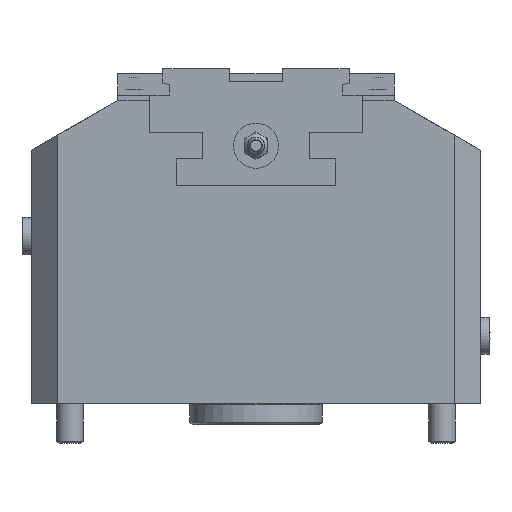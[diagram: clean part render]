
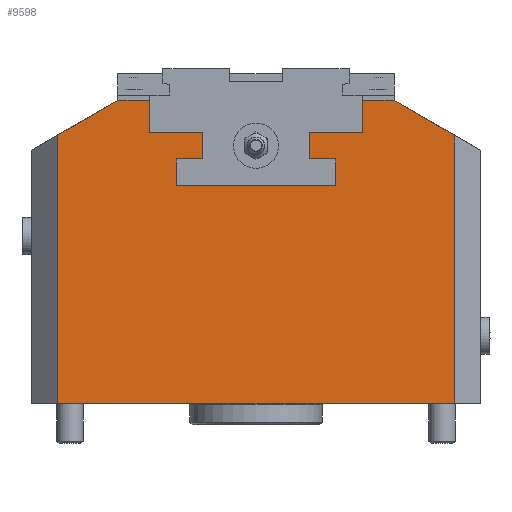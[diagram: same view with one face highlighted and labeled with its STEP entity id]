
A CAD part, front view. The second image highlights one B-rep face of the part: STEP entity #9598.
In plain terms, the highlighted planar face has unit normal (0, -1, 0).
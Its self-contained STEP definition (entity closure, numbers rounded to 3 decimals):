
#927=FACE_OUTER_BOUND('',#1503,.T.);
#1503=EDGE_LOOP('',(#6008,#6009,#6010,#6011,#6012,#6013,#6014,#6015,#6016,
#6017,#6018,#6019,#6020,#6021,#6022,#6023,#6024,#6025));
#2191=LINE('',#14063,#2979);
#2199=LINE('',#14088,#2987);
#2200=LINE('',#14090,#2988);
#2201=LINE('',#14092,#2989);
#2202=LINE('',#14094,#2990);
#2203=LINE('',#14096,#2991);
#2204=LINE('',#14097,#2992);
#2205=LINE('',#14099,#2993);
#2206=LINE('',#14101,#2994);
#2207=LINE('',#14103,#2995);
#2208=LINE('',#14105,#2996);
#2209=LINE('',#14107,#2997);
#2210=LINE('',#14109,#2998);
#2211=LINE('',#14111,#2999);
#2212=LINE('',#14113,#3000);
#2213=LINE('',#14115,#3001);
#2214=LINE('',#14117,#3002);
#2215=LINE('',#14118,#3003);
#2979=VECTOR('',#11312,10.);
#2987=VECTOR('',#11330,10.);
#2988=VECTOR('',#11331,10.);
#2989=VECTOR('',#11332,10.);
#2990=VECTOR('',#11333,10.);
#2991=VECTOR('',#11334,10.);
#2992=VECTOR('',#11335,10.);
#2993=VECTOR('',#11336,10.);
#2994=VECTOR('',#11337,10.);
#2995=VECTOR('',#11338,10.);
#2996=VECTOR('',#11339,10.);
#2997=VECTOR('',#11340,10.);
#2998=VECTOR('',#11341,10.);
#2999=VECTOR('',#11342,10.);
#3000=VECTOR('',#11343,10.);
#3001=VECTOR('',#11344,10.);
#3002=VECTOR('',#11345,10.);
#3003=VECTOR('',#11346,10.);
#3767=VERTEX_POINT('',#14061);
#3768=VERTEX_POINT('',#14062);
#3779=VERTEX_POINT('',#14086);
#3780=VERTEX_POINT('',#14087);
#3781=VERTEX_POINT('',#14089);
#3782=VERTEX_POINT('',#14091);
#3783=VERTEX_POINT('',#14093);
#3784=VERTEX_POINT('',#14095);
#3785=VERTEX_POINT('',#14098);
#3786=VERTEX_POINT('',#14100);
#3787=VERTEX_POINT('',#14102);
#3788=VERTEX_POINT('',#14104);
#3789=VERTEX_POINT('',#14106);
#3790=VERTEX_POINT('',#14108);
#3791=VERTEX_POINT('',#14110);
#3792=VERTEX_POINT('',#14112);
#3793=VERTEX_POINT('',#14114);
#3794=VERTEX_POINT('',#14116);
#4651=EDGE_CURVE('',#3767,#3768,#2191,.T.);
#4663=EDGE_CURVE('',#3779,#3780,#2199,.T.);
#4664=EDGE_CURVE('',#3780,#3781,#2200,.T.);
#4665=EDGE_CURVE('',#3781,#3782,#2201,.T.);
#4666=EDGE_CURVE('',#3782,#3783,#2202,.T.);
#4667=EDGE_CURVE('',#3783,#3784,#2203,.T.);
#4668=EDGE_CURVE('',#3767,#3784,#2204,.T.);
#4669=EDGE_CURVE('',#3785,#3768,#2205,.T.);
#4670=EDGE_CURVE('',#3785,#3786,#2206,.T.);
#4671=EDGE_CURVE('',#3787,#3786,#2207,.T.);
#4672=EDGE_CURVE('',#3787,#3788,#2208,.T.);
#4673=EDGE_CURVE('',#3789,#3788,#2209,.T.);
#4674=EDGE_CURVE('',#3789,#3790,#2210,.T.);
#4675=EDGE_CURVE('',#3790,#3791,#2211,.T.);
#4676=EDGE_CURVE('',#3791,#3792,#2212,.T.);
#4677=EDGE_CURVE('',#3792,#3793,#2213,.T.);
#4678=EDGE_CURVE('',#3793,#3794,#2214,.T.);
#4679=EDGE_CURVE('',#3794,#3779,#2215,.T.);
#6008=ORIENTED_EDGE('',*,*,#4663,.T.);
#6009=ORIENTED_EDGE('',*,*,#4664,.T.);
#6010=ORIENTED_EDGE('',*,*,#4665,.T.);
#6011=ORIENTED_EDGE('',*,*,#4666,.T.);
#6012=ORIENTED_EDGE('',*,*,#4667,.T.);
#6013=ORIENTED_EDGE('',*,*,#4668,.F.);
#6014=ORIENTED_EDGE('',*,*,#4651,.T.);
#6015=ORIENTED_EDGE('',*,*,#4669,.F.);
#6016=ORIENTED_EDGE('',*,*,#4670,.T.);
#6017=ORIENTED_EDGE('',*,*,#4671,.F.);
#6018=ORIENTED_EDGE('',*,*,#4672,.T.);
#6019=ORIENTED_EDGE('',*,*,#4673,.F.);
#6020=ORIENTED_EDGE('',*,*,#4674,.T.);
#6021=ORIENTED_EDGE('',*,*,#4675,.T.);
#6022=ORIENTED_EDGE('',*,*,#4676,.T.);
#6023=ORIENTED_EDGE('',*,*,#4677,.T.);
#6024=ORIENTED_EDGE('',*,*,#4678,.T.);
#6025=ORIENTED_EDGE('',*,*,#4679,.T.);
#8687=PLANE('',#10331);
#9598=ADVANCED_FACE('',(#927),#8687,.F.);
#10331=AXIS2_PLACEMENT_3D('',#14085,#11328,#11329);
#11312=DIRECTION('',(-0.866,0.,-0.5));
#11328=DIRECTION('center_axis',(0.,1.,0.));
#11329=DIRECTION('ref_axis',(0.,0.,1.));
#11330=DIRECTION('',(0.,0.,1.));
#11331=DIRECTION('',(1.,0.,0.));
#11332=DIRECTION('',(0.,0.,1.));
#11333=DIRECTION('',(-1.,0.,0.));
#11334=DIRECTION('',(0.,0.,1.));
#11335=DIRECTION('',(1.,0.,0.));
#11336=DIRECTION('',(0.,0.,1.));
#11337=DIRECTION('',(1.,0.,0.));
#11338=DIRECTION('',(0.,0.,-1.));
#11339=DIRECTION('',(-0.866,0.,0.5));
#11340=DIRECTION('',(1.,0.,0.));
#11341=DIRECTION('',(0.,0.,-1.));
#11342=DIRECTION('',(-1.,0.,0.));
#11343=DIRECTION('',(0.,0.,-1.));
#11344=DIRECTION('',(1.,0.,0.));
#11345=DIRECTION('',(0.,0.,-1.));
#11346=DIRECTION('',(-1.,0.,0.));
#14061=CARTESIAN_POINT('',(-52.,-210.,51.));
#14062=CARTESIAN_POINT('',(-74.5,-210.,38.01));
#14063=CARTESIAN_POINT('',(11.862,-210.,87.871));
#14085=CARTESIAN_POINT('Origin',(161.632,-210.,51.));
#14086=CARTESIAN_POINT('',(-30.,-210.,19.));
#14087=CARTESIAN_POINT('',(-30.,-210.,29.));
#14088=CARTESIAN_POINT('',(-30.,-210.,40.));
#14089=CARTESIAN_POINT('',(-20.,-210.,29.));
#14090=CARTESIAN_POINT('',(70.816,-210.,29.));
#14091=CARTESIAN_POINT('',(-20.,-210.,39.));
#14092=CARTESIAN_POINT('',(-20.,-210.,45.));
#14093=CARTESIAN_POINT('',(-40.,-210.,39.));
#14094=CARTESIAN_POINT('',(60.816,-210.,39.));
#14095=CARTESIAN_POINT('',(-40.,-210.,51.));
#14096=CARTESIAN_POINT('',(-40.,-210.,51.));
#14097=CARTESIAN_POINT('',(80.816,-210.,51.));
#14098=CARTESIAN_POINT('',(-74.5,-210.,-63.));
#14099=CARTESIAN_POINT('',(-74.5,-210.,-25.5));
#14100=CARTESIAN_POINT('',(74.5,-210.,-63.));
#14101=CARTESIAN_POINT('',(79.74,-210.,-63.));
#14102=CARTESIAN_POINT('',(74.5,-210.,38.01));
#14103=CARTESIAN_POINT('',(74.5,-210.,-25.5));
#14104=CARTESIAN_POINT('',(52.,-210.,51.));
#14105=CARTESIAN_POINT('',(93.112,-210.,27.264));
#14106=CARTESIAN_POINT('',(40.,-210.,51.));
#14107=CARTESIAN_POINT('',(80.816,-210.,51.));
#14108=CARTESIAN_POINT('',(40.,-210.,39.));
#14109=CARTESIAN_POINT('',(40.,-210.,45.));
#14110=CARTESIAN_POINT('',(20.,-210.,39.));
#14111=CARTESIAN_POINT('',(90.816,-210.,39.));
#14112=CARTESIAN_POINT('',(20.,-210.,29.));
#14113=CARTESIAN_POINT('',(20.,-210.,40.));
#14114=CARTESIAN_POINT('',(30.,-210.,29.));
#14115=CARTESIAN_POINT('',(95.816,-210.,29.));
#14116=CARTESIAN_POINT('',(30.,-210.,19.));
#14117=CARTESIAN_POINT('',(30.,-210.,35.));
#14118=CARTESIAN_POINT('',(65.816,-210.,19.));
